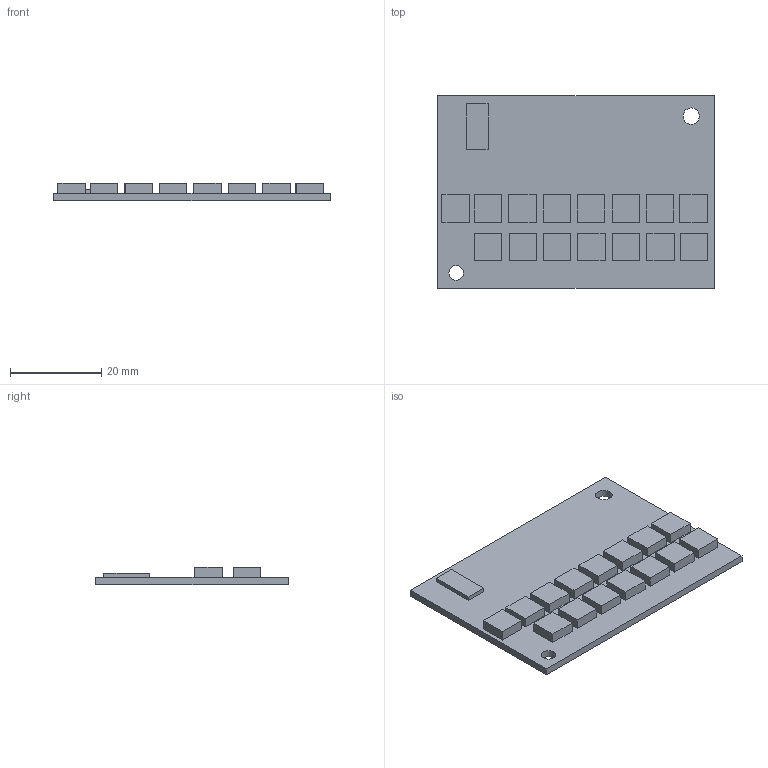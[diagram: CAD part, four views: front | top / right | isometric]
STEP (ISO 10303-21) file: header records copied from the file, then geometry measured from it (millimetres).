
FILE_DESCRIPTION(/* description */ (''),/* implementation_level */ '2;1');
FILE_NAME(/* name */ '5S100ABMS v1.step',/* time_stamp */ '2022-01-14T14:23:37+10:00',/* author */ (''),/* organization */ (''),/* preprocessor_version */ 'ST-DEVELOPER v18.1',/* originating_system */ 'Autodesk Translation Framework v9.10.0.1330',/* authorisation */ '');
FILE_SCHEMA (('AUTOMOTIVE_DESIGN { 1 0 10303 214 3 1 1 }'));
Length unit declared in the file: millimetre
Products named in the file (2): 5S100ABMS; 5S100ABMS_1
Assembly tree (1 placements, depth 2):
  5S100ABMS
    5S100ABMS_1
Bounding box: 60.8 x 42.3 x 3.85 mm (x, y, z)
Volume: 5346.1 mm3; surface area: 6309.3 mm2
Topology: 1 solids, 1 shells, 88 faces, 210 edges, 140 vertices
Faces by surface type: plane 86, cylinder 2
Full cylindrical faces by diameter (mm): 3.2 x1, 3.6 x1
Entity records: 2582 total; most frequent: CARTESIAN_POINT 441, ORIENTED_EDGE 420, DIRECTION 396, EDGE_CURVE 210, LINE 206, VECTOR 206, VERTEX_POINT 140, EDGE_LOOP 108
